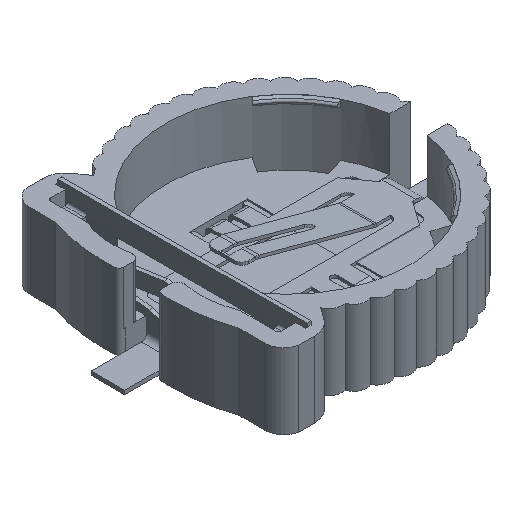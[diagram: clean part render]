
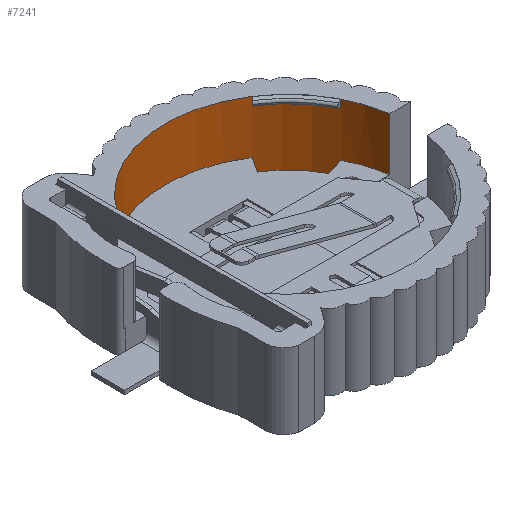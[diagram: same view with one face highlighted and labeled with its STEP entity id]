
A CAD part, isometric view. The second image highlights one B-rep face of the part: STEP entity #7241.
In plain terms, the highlighted cylindrical face has radius 6.477 mm (diameter 12.954 mm), a partial arc.
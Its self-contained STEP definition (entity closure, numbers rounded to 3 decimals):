
#4873 = VERTEX_POINT('',#4874);
#4874 = CARTESIAN_POINT('',(6.005,2.963,
    0.001));
#4880 = EDGE_CURVE('',#4873,#4881,#4883,.T.);
#4881 = VERTEX_POINT('',#4882);
#4882 = CARTESIAN_POINT('',(3.783,5.431,
    0.001));
#4883 = CIRCLE('',#4884,6.477);
#4884 = AXIS2_PLACEMENT_3D('',#4885,#4886,#4887);
#4885 = CARTESIAN_POINT('',(0.241,0.009,
    0.001));
#4886 = DIRECTION('',(0.,0.,1.));
#4887 = DIRECTION('',(1.,0.,0.));
#5663 = VERTEX_POINT('',#5664);
#5664 = CARTESIAN_POINT('',(6.641,0.999,3.988
    ));
#5942 = VERTEX_POINT('',#5943);
#5943 = CARTESIAN_POINT('',(-5.119,3.646,
    3.988));
#5949 = EDGE_CURVE('',#5663,#5942,#5950,.T.);
#5950 = CIRCLE('',#5951,6.477);
#5951 = AXIS2_PLACEMENT_3D('',#5952,#5953,#5954);
#5952 = CARTESIAN_POINT('',(0.241,0.009,
    3.988));
#5953 = DIRECTION('',(0.,0.,1.));
#5954 = DIRECTION('',(1.,0.,0.));
#6596 = VERTEX_POINT('',#6597);
#6597 = CARTESIAN_POINT('',(6.005,2.963,1.187
    ));
#6605 = EDGE_CURVE('',#4873,#6596,#6606,.T.);
#6606 = LINE('',#6607,#6608);
#6607 = CARTESIAN_POINT('',(6.005,2.963,
    -0.076));
#6608 = VECTOR('',#6609,1.);
#6609 = DIRECTION('',(0.,0.,1.));
#6652 = VERTEX_POINT('',#6653);
#6653 = CARTESIAN_POINT('',(3.783,5.431,1.187
    ));
#6661 = EDGE_CURVE('',#4881,#6652,#6662,.T.);
#6662 = LINE('',#6663,#6664);
#6663 = CARTESIAN_POINT('',(3.783,5.431,
    -0.076));
#6664 = VECTOR('',#6665,1.);
#6665 = DIRECTION('',(0.,0.,1.));
#6676 = EDGE_CURVE('',#5663,#6677,#6679,.T.);
#6677 = VERTEX_POINT('',#6678);
#6678 = CARTESIAN_POINT('',(6.641,0.999,1.187
    ));
#6679 = LINE('',#6680,#6681);
#6680 = CARTESIAN_POINT('',(6.641,0.999,1.187
    ));
#6681 = VECTOR('',#6682,1.);
#6682 = DIRECTION('',(0.,0.,-1.));
#7089 = VERTEX_POINT('',#7090);
#7090 = CARTESIAN_POINT('',(-5.119,3.646,
    1.187));
#7098 = EDGE_CURVE('',#7089,#5942,#7099,.T.);
#7099 = LINE('',#7100,#7101);
#7100 = CARTESIAN_POINT('',(-5.119,3.646,
    1.187));
#7101 = VECTOR('',#7102,1.);
#7102 = DIRECTION('',(0.,0.,1.));
#7241 = ADVANCED_FACE('',(#7242,#7278),#7300,.F.);
#7242 = FACE_BOUND('',#7243,.F.);
#7243 = EDGE_LOOP('',(#7244,#7254,#7263,#7271));
#7244 = ORIENTED_EDGE('',*,*,#7245,.T.);
#7245 = EDGE_CURVE('',#7246,#7248,#7250,.T.);
#7246 = VERTEX_POINT('',#7247);
#7247 = CARTESIAN_POINT('',(6.005,2.963,3.61
    ));
#7248 = VERTEX_POINT('',#7249);
#7249 = CARTESIAN_POINT('',(6.005,2.963,3.986
    ));
#7250 = LINE('',#7251,#7252);
#7251 = CARTESIAN_POINT('',(6.005,2.963,
    -0.076));
#7252 = VECTOR('',#7253,1.);
#7253 = DIRECTION('',(0.,0.,1.));
#7254 = ORIENTED_EDGE('',*,*,#7255,.T.);
#7255 = EDGE_CURVE('',#7248,#7256,#7258,.T.);
#7256 = VERTEX_POINT('',#7257);
#7257 = CARTESIAN_POINT('',(3.783,5.431,3.986
    ));
#7258 = CIRCLE('',#7259,6.477);
#7259 = AXIS2_PLACEMENT_3D('',#7260,#7261,#7262);
#7260 = CARTESIAN_POINT('',(0.241,0.009,
    3.986));
#7261 = DIRECTION('',(0.,0.,1.));
#7262 = DIRECTION('',(-1.,0.,0.));
#7263 = ORIENTED_EDGE('',*,*,#7264,.F.);
#7264 = EDGE_CURVE('',#7265,#7256,#7267,.T.);
#7265 = VERTEX_POINT('',#7266);
#7266 = CARTESIAN_POINT('',(3.783,5.431,3.61
    ));
#7267 = LINE('',#7268,#7269);
#7268 = CARTESIAN_POINT('',(3.783,5.431,
    -0.076));
#7269 = VECTOR('',#7270,1.);
#7270 = DIRECTION('',(0.,0.,1.));
#7271 = ORIENTED_EDGE('',*,*,#7272,.T.);
#7272 = EDGE_CURVE('',#7265,#7246,#7273,.T.);
#7273 = CIRCLE('',#7274,6.477);
#7274 = AXIS2_PLACEMENT_3D('',#7275,#7276,#7277);
#7275 = CARTESIAN_POINT('',(0.241,0.009,
    3.61));
#7276 = DIRECTION('',(0.,0.,-1.));
#7277 = DIRECTION('',(-1.,0.,0.));
#7278 = FACE_BOUND('',#7279,.F.);
#7279 = EDGE_LOOP('',(#7280,#7281,#7288,#7289,#7290,#7291,#7298,#7299));
#7280 = ORIENTED_EDGE('',*,*,#6676,.T.);
#7281 = ORIENTED_EDGE('',*,*,#7282,.T.);
#7282 = EDGE_CURVE('',#6677,#6596,#7283,.T.);
#7283 = CIRCLE('',#7284,6.477);
#7284 = AXIS2_PLACEMENT_3D('',#7285,#7286,#7287);
#7285 = CARTESIAN_POINT('',(0.241,0.009,
    1.187));
#7286 = DIRECTION('',(0.,0.,1.));
#7287 = DIRECTION('',(1.,0.,0.));
#7288 = ORIENTED_EDGE('',*,*,#6605,.F.);
#7289 = ORIENTED_EDGE('',*,*,#4880,.T.);
#7290 = ORIENTED_EDGE('',*,*,#6661,.T.);
#7291 = ORIENTED_EDGE('',*,*,#7292,.T.);
#7292 = EDGE_CURVE('',#6652,#7089,#7293,.T.);
#7293 = CIRCLE('',#7294,6.477);
#7294 = AXIS2_PLACEMENT_3D('',#7295,#7296,#7297);
#7295 = CARTESIAN_POINT('',(0.241,0.009,
    1.187));
#7296 = DIRECTION('',(0.,0.,1.));
#7297 = DIRECTION('',(1.,0.,0.));
#7298 = ORIENTED_EDGE('',*,*,#7098,.T.);
#7299 = ORIENTED_EDGE('',*,*,#5949,.F.);
#7300 = CYLINDRICAL_SURFACE('',#7301,6.477);
#7301 = AXIS2_PLACEMENT_3D('',#7302,#7303,#7304);
#7302 = CARTESIAN_POINT('',(0.241,0.009,
    -0.076));
#7303 = DIRECTION('',(0.,0.,1.));
#7304 = DIRECTION('',(1.,0.,0.));
